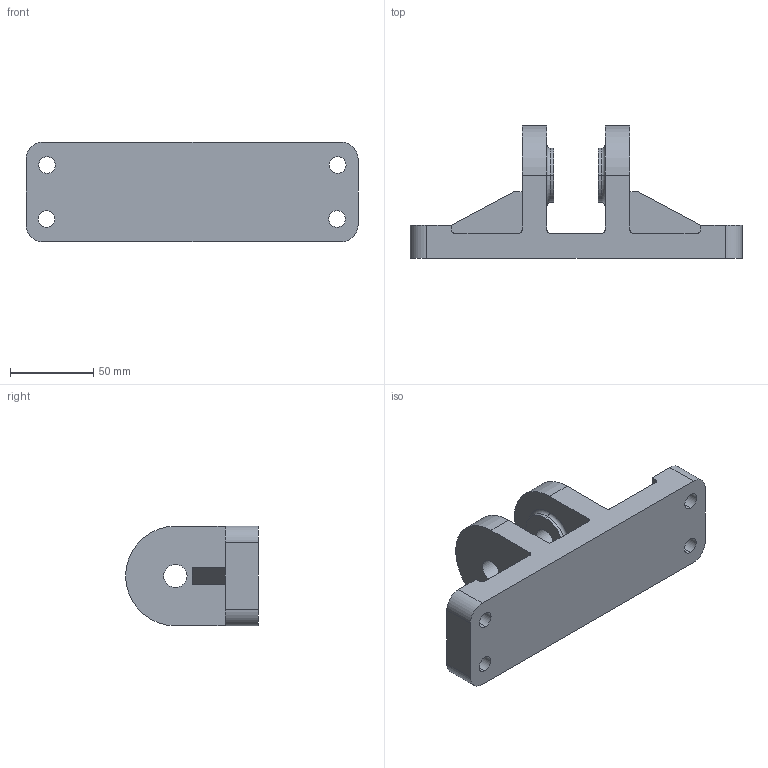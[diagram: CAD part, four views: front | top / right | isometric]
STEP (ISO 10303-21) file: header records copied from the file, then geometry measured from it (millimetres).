
FILE_DESCRIPTION (( 'STEP AP214' ), '1' );
FILE_NAME ('Part3.STEP', '2025-03-03T12:46:29', ( '' ), ( '' ), 'SwSTEP 2.0', 'SolidWorks 2024', '' );
FILE_SCHEMA (( 'AUTOMOTIVE_DESIGN' ));
Length unit declared in the file: millimetre
Products named in the file (1): Part3
Bounding box: 200 x 80 x 60 mm (x, y, z)
Volume: 307403.2 mm3; surface area: 55729.8 mm2
Topology: 1 solids, 1 shells, 74 faces, 194 edges, 124 vertices
Faces by surface type: cylinder 32, plane 30, cone 8, torus 4
Entity records: 2337 total; most frequent: DIRECTION 424, CARTESIAN_POINT 393, ORIENTED_EDGE 388, EDGE_CURVE 194, AXIS2_PLACEMENT_3D 155, VERTEX_POINT 124, VECTOR 114, LINE 114
